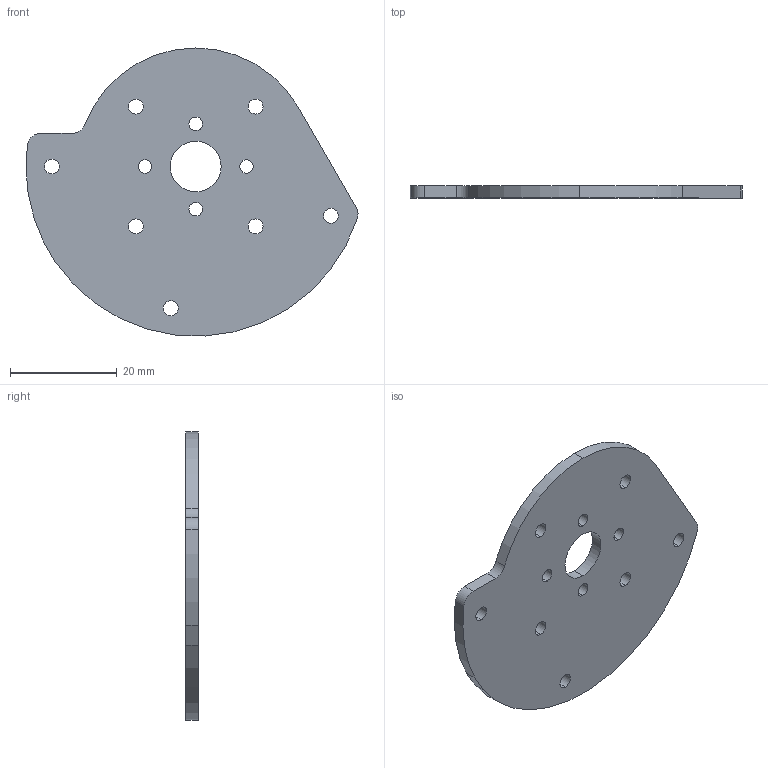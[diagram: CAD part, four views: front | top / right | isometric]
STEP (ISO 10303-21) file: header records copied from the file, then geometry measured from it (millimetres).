
FILE_DESCRIPTION (( 'STEP AP214' ), '1' );
FILE_NAME ('Bee''s Knees Weapon Motor Mount.STEP', '2022-09-09T20:51:51', ( '' ), ( '' ), 'SwSTEP 2.0', 'SolidWorks 2021', '' );
FILE_SCHEMA (( 'AUTOMOTIVE_DESIGN' ));
Length unit declared in the file: inch
Products named in the file (1): Bee''s Knees Weapon Motor Mount
Bounding box: 62.25 x 2.29 x 54 mm (x, y, z)
Volume: 5204.9 mm3; surface area: 5248.6 mm2
Topology: 1 solids, 1 shells, 36 faces, 102 edges, 68 vertices
Faces by surface type: cylinder 31, plane 5
Entity records: 1296 total; most frequent: DIRECTION 238, CARTESIAN_POINT 207, ORIENTED_EDGE 204, EDGE_CURVE 102, AXIS2_PLACEMENT_3D 99, VERTEX_POINT 68, CIRCLE 62, EDGE_LOOP 60
